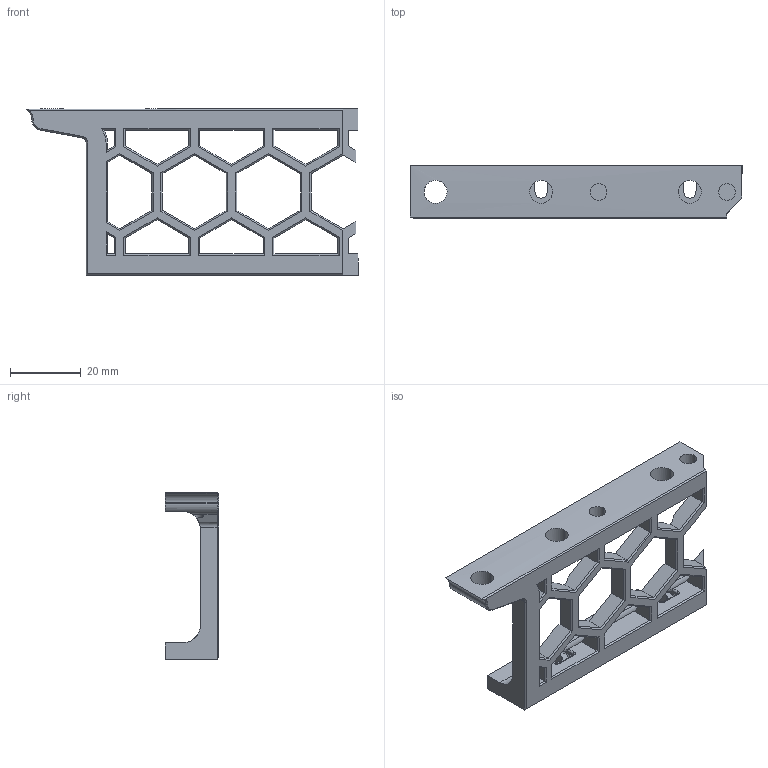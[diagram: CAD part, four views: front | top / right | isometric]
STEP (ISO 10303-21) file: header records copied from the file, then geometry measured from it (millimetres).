
FILE_DESCRIPTION (( 'STEP AP214' ), '1' );
FILE_NAME ('side_skirt_two_piece_a.STEP', '2021-10-23T17:49:08', ( '' ), ( '' ), 'SwSTEP 2.0', 'SolidWorks 2021', '' );
FILE_SCHEMA (( 'AUTOMOTIVE_DESIGN' ));
Length unit declared in the file: millimetre
Products named in the file (1): side_skirt_two_piece_a
Bounding box: 93.71 x 15 x 47 mm (x, y, z)
Volume: 16989.2 mm3; surface area: 11298 mm2
Topology: 1 solids, 1 shells, 246 faces, 684 edges, 423 vertices
Faces by surface type: plane 173, cylinder 44, cone 12, bspline 9, sphere 4, torus 4
Entity records: 8097 total; most frequent: CARTESIAN_POINT 1952, ORIENTED_EDGE 1356, DIRECTION 1167, EDGE_CURVE 678, LINE 483, VECTOR 483, VERTEX_POINT 422, AXIS2_PLACEMENT_3D 342
